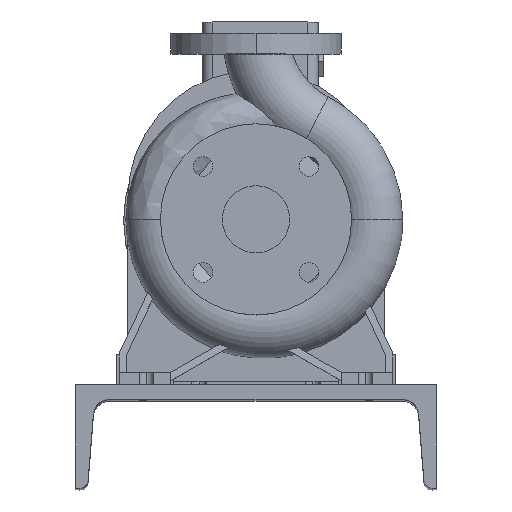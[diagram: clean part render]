
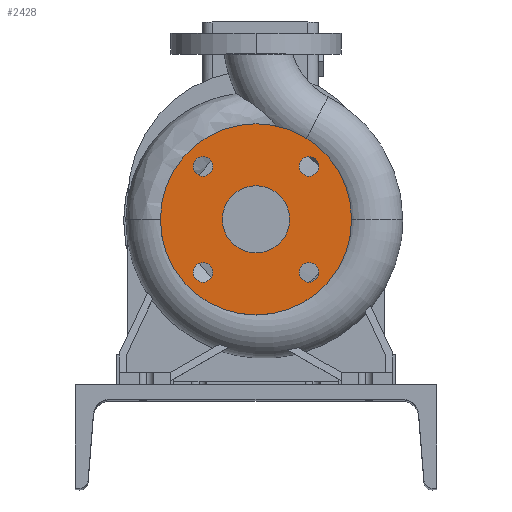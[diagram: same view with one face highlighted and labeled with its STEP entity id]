
A CAD part, top view. The second image highlights one B-rep face of the part: STEP entity #2428.
In plain terms, the highlighted planar face has unit normal (0, 0, 1).
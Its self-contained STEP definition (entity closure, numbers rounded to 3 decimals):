
#6 = AXIS2_PLACEMENT_3D ( 'NONE', #8603, #19132, #10192 ) ;
#430 = ORIENTED_EDGE ( 'NONE', *, *, #9798, .F. ) ;
#536 = CARTESIAN_POINT ( 'NONE',  ( 51.265, 51.265, 100. ) ) ;
#543 = DIRECTION ( 'NONE',  ( 0., -1., 0. ) ) ;
#634 = DIRECTION ( 'NONE',  ( 0., 0., 1. ) ) ;
#809 = ORIENTED_EDGE ( 'NONE', *, *, #18797, .F. ) ;
#1538 = FACE_BOUND ( 'NONE', #9871, .T. ) ;
#1545 = CARTESIAN_POINT ( 'NONE',  ( -51.265, 41.765, 100. ) ) ;
#1626 = CARTESIAN_POINT ( 'NONE',  ( 0., 92.5, 100. ) ) ;
#1761 = ORIENTED_EDGE ( 'NONE', *, *, #7472, .F. ) ;
#2102 = DIRECTION ( 'NONE',  ( 0., -1., 0. ) ) ;
#2258 = CIRCLE ( 'NONE', #7700, 92.5 ) ;
#2428 = ADVANCED_FACE ( 'NONE', ( #9101, #9192, #1538, #4616, #16742, #3116 ), #15239, .F. ) ;
#2456 = ORIENTED_EDGE ( 'NONE', *, *, #12102, .T. ) ;
#2787 = DIRECTION ( 'NONE',  ( 0., 0., 1. ) ) ;
#2835 = ORIENTED_EDGE ( 'NONE', *, *, #11783, .F. ) ;
#2978 = ORIENTED_EDGE ( 'NONE', *, *, #12517, .F. ) ;
#3116 = FACE_BOUND ( 'NONE', #9106, .T. ) ;
#3709 = AXIS2_PLACEMENT_3D ( 'NONE', #536, #16822, #6494 ) ;
#4200 = AXIS2_PLACEMENT_3D ( 'NONE', #1626, #13766, #18923 ) ;
#4236 = CARTESIAN_POINT ( 'NONE',  ( 0., 0., 100. ) ) ;
#4306 = CIRCLE ( 'NONE', #17625, 9.5 ) ;
#4579 = CARTESIAN_POINT ( 'NONE',  ( 51.265, 51.265, 100. ) ) ;
#4616 = FACE_OUTER_BOUND ( 'NONE', #18411, .T. ) ;
#4652 = AXIS2_PLACEMENT_3D ( 'NONE', #13825, #7869, #18681 ) ;
#4975 = VERTEX_POINT ( 'NONE', #1545 ) ;
#5052 = EDGE_LOOP ( 'NONE', ( #430, #7658 ) ) ;
#5150 = CARTESIAN_POINT ( 'NONE',  ( -51.265, -51.265, 100. ) ) ;
#5615 = CIRCLE ( 'NONE', #3709, 9.5 ) ;
#5698 = VERTEX_POINT ( 'NONE', #17239 ) ;
#5726 = CIRCLE ( 'NONE', #6, 9.5 ) ;
#5929 = DIRECTION ( 'NONE',  ( 0., 0., 1. ) ) ;
#5980 = CARTESIAN_POINT ( 'NONE',  ( 0., 92.5, 100. ) ) ;
#6202 = CIRCLE ( 'NONE', #17319, 92.5 ) ;
#6394 = EDGE_CURVE ( 'NONE', #7547, #4975, #18241, .T. ) ;
#6494 = DIRECTION ( 'NONE',  ( 1., 0., 0. ) ) ;
#6603 = CARTESIAN_POINT ( 'NONE',  ( -51.265, -51.265, 100. ) ) ;
#7368 = CARTESIAN_POINT ( 'NONE',  ( 41.765, 51.265, 100. ) ) ;
#7472 = EDGE_CURVE ( 'NONE', #16811, #12755, #17636, .T. ) ;
#7547 = VERTEX_POINT ( 'NONE', #10558 ) ;
#7658 = ORIENTED_EDGE ( 'NONE', *, *, #8430, .F. ) ;
#7664 = DIRECTION ( 'NONE',  ( 0., 0., 1. ) ) ;
#7700 = AXIS2_PLACEMENT_3D ( 'NONE', #12306, #16656, #15255 ) ;
#7869 = DIRECTION ( 'NONE',  ( 0., 0., 1. ) ) ;
#8043 = DIRECTION ( 'NONE',  ( 0., 0., 1. ) ) ;
#8260 = CARTESIAN_POINT ( 'NONE',  ( 0., 32.5, 100. ) ) ;
#8309 = AXIS2_PLACEMENT_3D ( 'NONE', #12078, #19520, #18217 ) ;
#8338 = AXIS2_PLACEMENT_3D ( 'NONE', #5150, #8043, #9930 ) ;
#8401 = VERTEX_POINT ( 'NONE', #13594 ) ;
#8430 = EDGE_CURVE ( 'NONE', #18342, #13917, #18301, .T. ) ;
#8603 = CARTESIAN_POINT ( 'NONE',  ( 51.265, -51.265, 100. ) ) ;
#8696 = AXIS2_PLACEMENT_3D ( 'NONE', #4236, #13200, #10310 ) ;
#8799 = EDGE_CURVE ( 'NONE', #8401, #9105, #5615, .T. ) ;
#8862 = DIRECTION ( 'NONE',  ( 0., -1., 0. ) ) ;
#9101 = FACE_BOUND ( 'NONE', #5052, .T. ) ;
#9105 = VERTEX_POINT ( 'NONE', #7368 ) ;
#9106 = EDGE_LOOP ( 'NONE', ( #2978, #12423 ) ) ;
#9192 = FACE_BOUND ( 'NONE', #10416, .T. ) ;
#9733 = AXIS2_PLACEMENT_3D ( 'NONE', #4579, #7664, #10759 ) ;
#9798 = EDGE_CURVE ( 'NONE', #13917, #18342, #5726, .T. ) ;
#9871 = EDGE_LOOP ( 'NONE', ( #18476, #1761 ) ) ;
#9930 = DIRECTION ( 'NONE',  ( 0., -1., 0. ) ) ;
#10192 = DIRECTION ( 'NONE',  ( 0., -1., 0. ) ) ;
#10310 = DIRECTION ( 'NONE',  ( 0., -1., 0. ) ) ;
#10416 = EDGE_LOOP ( 'NONE', ( #2835, #809 ) ) ;
#10558 = CARTESIAN_POINT ( 'NONE',  ( -51.265, 60.765, 100. ) ) ;
#10606 = CIRCLE ( 'NONE', #8696, 32.5 ) ;
#10759 = DIRECTION ( 'NONE',  ( 1., 0., 0. ) ) ;
#11031 = AXIS2_PLACEMENT_3D ( 'NONE', #17949, #5929, #19638 ) ;
#11783 = EDGE_CURVE ( 'NONE', #5698, #14720, #17832, .T. ) ;
#12078 = CARTESIAN_POINT ( 'NONE',  ( -51.265, 51.265, 100. ) ) ;
#12102 = EDGE_CURVE ( 'NONE', #13933, #18990, #2258, .T. ) ;
#12306 = CARTESIAN_POINT ( 'NONE',  ( 0., 0., 100. ) ) ;
#12423 = ORIENTED_EDGE ( 'NONE', *, *, #6394, .F. ) ;
#12517 = EDGE_CURVE ( 'NONE', #4975, #7547, #16856, .T. ) ;
#12525 = ORIENTED_EDGE ( 'NONE', *, *, #8799, .F. ) ;
#12613 = ORIENTED_EDGE ( 'NONE', *, *, #17918, .F. ) ;
#12755 = VERTEX_POINT ( 'NONE', #16923 ) ;
#13200 = DIRECTION ( 'NONE',  ( 0., 0., 1. ) ) ;
#13224 = CIRCLE ( 'NONE', #9733, 9.5 ) ;
#13594 = CARTESIAN_POINT ( 'NONE',  ( 60.765, 51.265, 100. ) ) ;
#13709 = CARTESIAN_POINT ( 'NONE',  ( 51.265, -41.765, 100. ) ) ;
#13766 = DIRECTION ( 'NONE',  ( 0., 0., -1. ) ) ;
#13825 = CARTESIAN_POINT ( 'NONE',  ( -51.265, 51.265, 100. ) ) ;
#13917 = VERTEX_POINT ( 'NONE', #17842 ) ;
#13933 = VERTEX_POINT ( 'NONE', #19055 ) ;
#14472 = AXIS2_PLACEMENT_3D ( 'NONE', #16210, #2787, #8862 ) ;
#14720 = VERTEX_POINT ( 'NONE', #18037 ) ;
#15239 = PLANE ( 'NONE',  #4200 ) ;
#15255 = DIRECTION ( 'NONE',  ( 0., -1., 0. ) ) ;
#15678 = EDGE_CURVE ( 'NONE', #12755, #16811, #10606, .T. ) ;
#15714 = DIRECTION ( 'NONE',  ( 0., 0., 1. ) ) ;
#16210 = CARTESIAN_POINT ( 'NONE',  ( 0., 0., 100. ) ) ;
#16656 = DIRECTION ( 'NONE',  ( 0., 0., 1. ) ) ;
#16742 = FACE_BOUND ( 'NONE', #19191, .T. ) ;
#16811 = VERTEX_POINT ( 'NONE', #8260 ) ;
#16822 = DIRECTION ( 'NONE',  ( 0., 0., 1. ) ) ;
#16856 = CIRCLE ( 'NONE', #8309, 9.5 ) ;
#16923 = CARTESIAN_POINT ( 'NONE',  ( 0., -32.5, 100. ) ) ;
#17239 = CARTESIAN_POINT ( 'NONE',  ( -51.265, -60.765, 100. ) ) ;
#17304 = CARTESIAN_POINT ( 'NONE',  ( 0., 0., 100. ) ) ;
#17319 = AXIS2_PLACEMENT_3D ( 'NONE', #17304, #15714, #2102 ) ;
#17625 = AXIS2_PLACEMENT_3D ( 'NONE', #6603, #634, #543 ) ;
#17636 = CIRCLE ( 'NONE', #14472, 32.5 ) ;
#17832 = CIRCLE ( 'NONE', #8338, 9.5 ) ;
#17842 = CARTESIAN_POINT ( 'NONE',  ( 51.265, -60.765, 100. ) ) ;
#17918 = EDGE_CURVE ( 'NONE', #9105, #8401, #13224, .T. ) ;
#17949 = CARTESIAN_POINT ( 'NONE',  ( 51.265, -51.265, 100. ) ) ;
#18037 = CARTESIAN_POINT ( 'NONE',  ( -51.265, -41.765, 100. ) ) ;
#18217 = DIRECTION ( 'NONE',  ( 0., -1., 0. ) ) ;
#18241 = CIRCLE ( 'NONE', #4652, 9.5 ) ;
#18301 = CIRCLE ( 'NONE', #11031, 9.5 ) ;
#18342 = VERTEX_POINT ( 'NONE', #13709 ) ;
#18411 = EDGE_LOOP ( 'NONE', ( #2456, #18549 ) ) ;
#18476 = ORIENTED_EDGE ( 'NONE', *, *, #15678, .F. ) ;
#18549 = ORIENTED_EDGE ( 'NONE', *, *, #19205, .T. ) ;
#18681 = DIRECTION ( 'NONE',  ( 0., -1., 0. ) ) ;
#18797 = EDGE_CURVE ( 'NONE', #14720, #5698, #4306, .T. ) ;
#18923 = DIRECTION ( 'NONE',  ( 0., 1., 0. ) ) ;
#18990 = VERTEX_POINT ( 'NONE', #5980 ) ;
#19055 = CARTESIAN_POINT ( 'NONE',  ( 0., -92.5, 100. ) ) ;
#19132 = DIRECTION ( 'NONE',  ( 0., 0., 1. ) ) ;
#19191 = EDGE_LOOP ( 'NONE', ( #12525, #12613 ) ) ;
#19205 = EDGE_CURVE ( 'NONE', #18990, #13933, #6202, .T. ) ;
#19520 = DIRECTION ( 'NONE',  ( 0., 0., 1. ) ) ;
#19638 = DIRECTION ( 'NONE',  ( 0., -1., 0. ) ) ;
